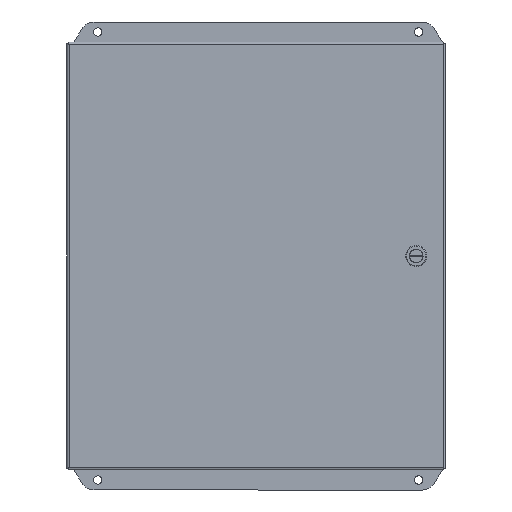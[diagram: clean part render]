
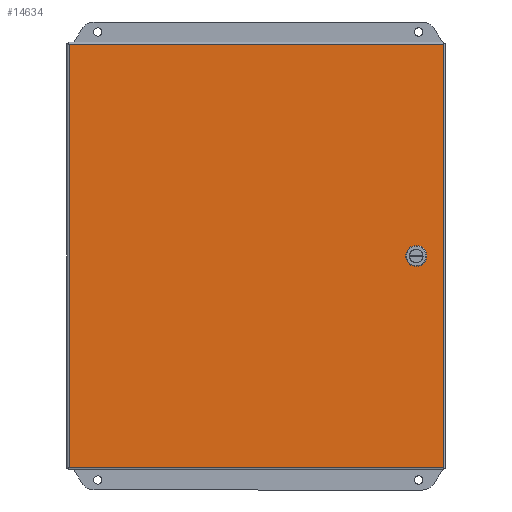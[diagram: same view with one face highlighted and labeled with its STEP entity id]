
A CAD part, front view. The second image highlights one B-rep face of the part: STEP entity #14634.
In plain terms, the highlighted planar face has unit normal (0, -1, 0).
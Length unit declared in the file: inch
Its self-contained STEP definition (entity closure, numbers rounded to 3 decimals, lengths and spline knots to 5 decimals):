
#58 = VERTEX_POINT ( 'NONE', #14826 ) ;
#164 = VERTEX_POINT ( 'NONE', #698 ) ;
#257 = VECTOR ( 'NONE', #4364, 39.37008 ) ;
#431 = CARTESIAN_POINT ( 'NONE',  ( -7.07322, -6.61133, -7.914 ) ) ;
#448 = ORIENTED_EDGE ( 'NONE', *, *, #4899, .F. ) ;
#698 = CARTESIAN_POINT ( 'NONE',  ( 5.98237, -6.61133, -0.331 ) ) ;
#1410 = DIRECTION ( 'NONE',  ( 0., 0., 1. ) ) ;
#1595 = LINE ( 'NONE', #15966, #19473 ) ;
#1653 = EDGE_CURVE ( 'NONE', #164, #16800, #17484, .T. ) ;
#2275 = LINE ( 'NONE', #22705, #13253 ) ;
#2597 = EDGE_CURVE ( 'NONE', #3597, #4333, #10252, .T. ) ;
#2607 = LINE ( 'NONE', #15563, #17782 ) ;
#3248 = ORIENTED_EDGE ( 'NONE', *, *, #10192, .F. ) ;
#3521 = CARTESIAN_POINT ( 'NONE',  ( 5.57578, -6.61133, 0.07559 ) ) ;
#3597 = VERTEX_POINT ( 'NONE', #9456 ) ;
#4333 = VERTEX_POINT ( 'NONE', #21647 ) ;
#4364 = DIRECTION ( 'NONE',  ( 0.707, 0., -0.707 ) ) ;
#4417 = LINE ( 'NONE', #15351, #8293 ) ;
#4729 = VECTOR ( 'NONE', #8188, 39.37008 ) ;
#4738 = ORIENTED_EDGE ( 'NONE', *, *, #1653, .F. ) ;
#4899 = EDGE_CURVE ( 'NONE', #15867, #18249, #8400, .T. ) ;
#4923 = DIRECTION ( 'NONE',  ( 1., 0., 0. ) ) ;
#5091 = DIRECTION ( 'NONE',  ( 0., 0., 1. ) ) ;
#5468 = VECTOR ( 'NONE', #6210, 39.37008 ) ;
#5827 = VECTOR ( 'NONE', #15705, 39.37008 ) ;
#5958 = VECTOR ( 'NONE', #10504, 39.37008 ) ;
#6210 = DIRECTION ( 'NONE',  ( 0.707, 0., 0.707 ) ) ;
#6304 = EDGE_CURVE ( 'NONE', #23105, #7917, #1595, .T. ) ;
#6327 = DIRECTION ( 'NONE',  ( 0., 0., -1. ) ) ;
#6531 = DIRECTION ( 'NONE',  ( -1., 0., 0. ) ) ;
#6673 = CARTESIAN_POINT ( 'NONE',  ( 6.23778, -6.61133, -0.07559 ) ) ;
#6684 = CARTESIAN_POINT ( 'NONE',  ( 6.91278, -6.61133, -7.914 ) ) ;
#6705 = CARTESIAN_POINT ( 'NONE',  ( 5.83119, -6.61133, 0.331 ) ) ;
#6780 = ORIENTED_EDGE ( 'NONE', *, *, #18660, .T. ) ;
#7134 = EDGE_CURVE ( 'NONE', #16800, #3597, #13776, .T. ) ;
#7347 = VECTOR ( 'NONE', #1410, 39.37008 ) ;
#7392 = ORIENTED_EDGE ( 'NONE', *, *, #7134, .F. ) ;
#7577 = EDGE_LOOP ( 'NONE', ( #9728, #23103, #6780, #10558 ) ) ;
#7870 = DIRECTION ( 'NONE',  ( -1., 0., 0. ) ) ;
#7917 = VERTEX_POINT ( 'NONE', #6684 ) ;
#8188 = DIRECTION ( 'NONE',  ( 0., 0., -1. ) ) ;
#8293 = VECTOR ( 'NONE', #6327, 39.37008 ) ;
#8400 = LINE ( 'NONE', #20636, #257 ) ;
#9175 = FACE_BOUND ( 'NONE', #11957, .T. ) ;
#9322 = EDGE_CURVE ( 'NONE', #7917, #16475, #12219, .T. ) ;
#9456 = CARTESIAN_POINT ( 'NONE',  ( 6.23778, -6.61133, 0.07559 ) ) ;
#9536 = FACE_OUTER_BOUND ( 'NONE', #7577, .T. ) ;
#9728 = ORIENTED_EDGE ( 'NONE', *, *, #9322, .T. ) ;
#9973 = LINE ( 'NONE', #22669, #4729 ) ;
#10033 = VECTOR ( 'NONE', #5091, 39.37008 ) ;
#10192 = EDGE_CURVE ( 'NONE', #13537, #15300, #18316, .T. ) ;
#10252 = LINE ( 'NONE', #17487, #5827 ) ;
#10438 = CARTESIAN_POINT ( 'NONE',  ( 6.91278, -6.61133, -7.914 ) ) ;
#10504 = DIRECTION ( 'NONE',  ( 1., 0., 0. ) ) ;
#10558 = ORIENTED_EDGE ( 'NONE', *, *, #6304, .T. ) ;
#10559 = CARTESIAN_POINT ( 'NONE',  ( 6.91278, -6.61133, 7.914 ) ) ;
#10835 = VECTOR ( 'NONE', #20093, 39.37008 ) ;
#10892 = EDGE_CURVE ( 'NONE', #15300, #15867, #9973, .T. ) ;
#11084 = CARTESIAN_POINT ( 'NONE',  ( 5.57578, -6.61133, 0.07559 ) ) ;
#11498 = EDGE_CURVE ( 'NONE', #16475, #58, #2275, .T. ) ;
#11951 = ORIENTED_EDGE ( 'NONE', *, *, #10892, .F. ) ;
#11957 = EDGE_LOOP ( 'NONE', ( #16945, #448, #11951, #3248, #14427, #14276, #7392, #4738 ) ) ;
#12219 = LINE ( 'NONE', #10438, #7347 ) ;
#13059 = AXIS2_PLACEMENT_3D ( 'NONE', #18430, #13213, #16416 ) ;
#13213 = DIRECTION ( 'NONE',  ( 0., -1., 0. ) ) ;
#13253 = VECTOR ( 'NONE', #7870, 39.37008 ) ;
#13537 = VERTEX_POINT ( 'NONE', #6705 ) ;
#13632 = EDGE_CURVE ( 'NONE', #18249, #164, #21532, .T. ) ;
#13776 = LINE ( 'NONE', #17809, #10033 ) ;
#14276 = ORIENTED_EDGE ( 'NONE', *, *, #2597, .F. ) ;
#14427 = ORIENTED_EDGE ( 'NONE', *, *, #18910, .F. ) ;
#14634 = ADVANCED_FACE ( 'NONE', ( #9175, #9536 ), #16772, .T. ) ;
#14826 = CARTESIAN_POINT ( 'NONE',  ( -7.07322, -6.61133, 7.914 ) ) ;
#15300 = VERTEX_POINT ( 'NONE', #3521 ) ;
#15351 = CARTESIAN_POINT ( 'NONE',  ( -7.07322, -6.61133, -7.914 ) ) ;
#15563 = CARTESIAN_POINT ( 'NONE',  ( 5.83119, -6.61133, 0.331 ) ) ;
#15705 = DIRECTION ( 'NONE',  ( -0.707, 0., 0.707 ) ) ;
#15807 = CARTESIAN_POINT ( 'NONE',  ( 5.57578, -6.61133, -0.07559 ) ) ;
#15867 = VERTEX_POINT ( 'NONE', #15807 ) ;
#15960 = CARTESIAN_POINT ( 'NONE',  ( 5.98237, -6.61133, -0.331 ) ) ;
#15966 = CARTESIAN_POINT ( 'NONE',  ( -7.07322, -6.61133, -7.914 ) ) ;
#16416 = DIRECTION ( 'NONE',  ( 0., 0., -1. ) ) ;
#16475 = VERTEX_POINT ( 'NONE', #10559 ) ;
#16772 = PLANE ( 'NONE',  #13059 ) ;
#16800 = VERTEX_POINT ( 'NONE', #22419 ) ;
#16945 = ORIENTED_EDGE ( 'NONE', *, *, #13632, .F. ) ;
#17484 = LINE ( 'NONE', #6673, #5468 ) ;
#17487 = CARTESIAN_POINT ( 'NONE',  ( 5.98237, -6.61133, 0.331 ) ) ;
#17782 = VECTOR ( 'NONE', #6531, 39.37008 ) ;
#17809 = CARTESIAN_POINT ( 'NONE',  ( 6.23778, -6.61133, 0.07559 ) ) ;
#18249 = VERTEX_POINT ( 'NONE', #22849 ) ;
#18316 = LINE ( 'NONE', #11084, #10835 ) ;
#18430 = CARTESIAN_POINT ( 'NONE',  ( -7.07322, -6.61133, -7.914 ) ) ;
#18660 = EDGE_CURVE ( 'NONE', #58, #23105, #4417, .T. ) ;
#18910 = EDGE_CURVE ( 'NONE', #4333, #13537, #2607, .T. ) ;
#19473 = VECTOR ( 'NONE', #4923, 39.37008 ) ;
#20093 = DIRECTION ( 'NONE',  ( -0.707, 0., -0.707 ) ) ;
#20636 = CARTESIAN_POINT ( 'NONE',  ( 5.83119, -6.61133, -0.331 ) ) ;
#21532 = LINE ( 'NONE', #15960, #5958 ) ;
#21647 = CARTESIAN_POINT ( 'NONE',  ( 5.98237, -6.61133, 0.331 ) ) ;
#22419 = CARTESIAN_POINT ( 'NONE',  ( 6.23778, -6.61133, -0.07559 ) ) ;
#22669 = CARTESIAN_POINT ( 'NONE',  ( 5.57578, -6.61133, -0.07559 ) ) ;
#22705 = CARTESIAN_POINT ( 'NONE',  ( -7.07322, -6.61133, 7.914 ) ) ;
#22849 = CARTESIAN_POINT ( 'NONE',  ( 5.83119, -6.61133, -0.331 ) ) ;
#23103 = ORIENTED_EDGE ( 'NONE', *, *, #11498, .T. ) ;
#23105 = VERTEX_POINT ( 'NONE', #431 ) ;
